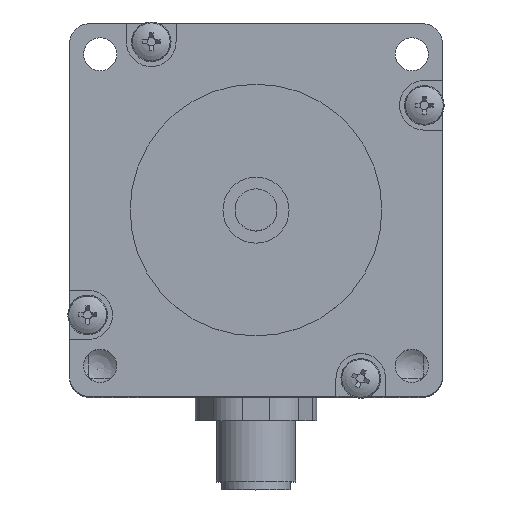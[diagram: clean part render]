
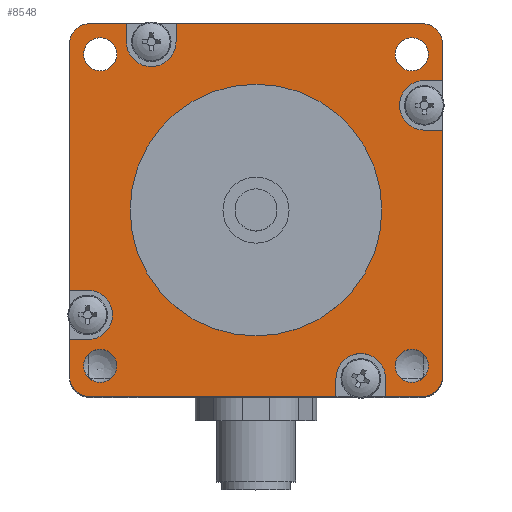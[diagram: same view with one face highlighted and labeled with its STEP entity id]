
A CAD part, top view. The second image highlights one B-rep face of the part: STEP entity #8548.
In plain terms, the highlighted planar face has unit normal (0, 0, 1).
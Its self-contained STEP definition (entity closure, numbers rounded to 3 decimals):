
#266=LINE('',#12995,#842);
#270=LINE('',#13007,#846);
#275=LINE('',#13018,#851);
#279=LINE('',#13030,#855);
#284=LINE('',#13041,#860);
#288=LINE('',#13053,#864);
#291=LINE('',#13059,#867);
#292=LINE('',#13063,#868);
#293=LINE('',#13065,#869);
#294=LINE('',#13069,#870);
#295=LINE('',#13071,#871);
#296=LINE('',#13074,#872);
#297=LINE('',#13076,#873);
#298=LINE('',#13079,#874);
#299=LINE('',#13081,#875);
#300=LINE('',#13084,#876);
#842=VECTOR('',#10220,10.);
#846=VECTOR('',#10232,10.);
#851=VECTOR('',#10241,10.);
#855=VECTOR('',#10253,10.);
#860=VECTOR('',#10262,10.);
#864=VECTOR('',#10274,10.);
#867=VECTOR('',#10281,10.);
#868=VECTOR('',#10284,10.);
#869=VECTOR('',#10285,10.);
#870=VECTOR('',#10288,10.);
#871=VECTOR('',#10289,10.);
#872=VECTOR('',#10292,10.);
#873=VECTOR('',#10293,10.);
#874=VECTOR('',#10296,10.);
#875=VECTOR('',#10297,10.);
#876=VECTOR('',#10300,10.);
#1426=PLANE('',#9112);
#1671=FACE_BOUND('',#2403,.T.);
#1672=FACE_BOUND('',#2404,.T.);
#1673=FACE_BOUND('',#2405,.T.);
#1674=FACE_BOUND('',#2406,.T.);
#1675=FACE_BOUND('',#2407,.T.);
#1867=FACE_OUTER_BOUND('',#2402,.T.);
#2402=EDGE_LOOP('',(#5752,#5753,#5754,#5755,#5756,#5757,#5758,#5759,#5760,
#5761,#5762,#5763,#5764,#5765,#5766,#5767,#5768,#5769,#5770,#5771,#5772,
#5773,#5774,#5775));
#2403=EDGE_LOOP('',(#5776));
#2404=EDGE_LOOP('',(#5777));
#2405=EDGE_LOOP('',(#5778));
#2406=EDGE_LOOP('',(#5779));
#2407=EDGE_LOOP('',(#5780));
#3098=CIRCLE('',#9097,3.75);
#3100=CIRCLE('',#9103,3.75);
#3102=CIRCLE('',#9109,3.75);
#3103=CIRCLE('',#9113,3.);
#3104=CIRCLE('',#9114,3.75);
#3105=CIRCLE('',#9115,3.);
#3106=CIRCLE('',#9116,3.);
#3107=CIRCLE('',#9117,3.);
#3108=CIRCLE('',#9118,2.5);
#3109=CIRCLE('',#9119,2.5);
#3110=CIRCLE('',#9120,2.5);
#3111=CIRCLE('',#9121,2.5);
#3112=CIRCLE('',#9122,19.05);
#3613=VERTEX_POINT('',#12992);
#3614=VERTEX_POINT('',#12994);
#3616=VERTEX_POINT('',#13000);
#3618=VERTEX_POINT('',#13006);
#3621=VERTEX_POINT('',#13015);
#3622=VERTEX_POINT('',#13017);
#3624=VERTEX_POINT('',#13023);
#3626=VERTEX_POINT('',#13029);
#3629=VERTEX_POINT('',#13038);
#3630=VERTEX_POINT('',#13040);
#3632=VERTEX_POINT('',#13046);
#3634=VERTEX_POINT('',#13052);
#3635=VERTEX_POINT('',#13058);
#3636=VERTEX_POINT('',#13060);
#3637=VERTEX_POINT('',#13062);
#3638=VERTEX_POINT('',#13064);
#3639=VERTEX_POINT('',#13066);
#3640=VERTEX_POINT('',#13068);
#3641=VERTEX_POINT('',#13070);
#3642=VERTEX_POINT('',#13072);
#3643=VERTEX_POINT('',#13075);
#3644=VERTEX_POINT('',#13077);
#3645=VERTEX_POINT('',#13080);
#3646=VERTEX_POINT('',#13082);
#3647=VERTEX_POINT('',#13085);
#3648=VERTEX_POINT('',#13087);
#3649=VERTEX_POINT('',#13089);
#3650=VERTEX_POINT('',#13091);
#3651=VERTEX_POINT('',#13093);
#4479=EDGE_CURVE('',#3614,#3613,#266,.T.);
#4482=EDGE_CURVE('',#3616,#3614,#3098,.T.);
#4485=EDGE_CURVE('',#3618,#3616,#270,.T.);
#4490=EDGE_CURVE('',#3622,#3621,#275,.T.);
#4493=EDGE_CURVE('',#3624,#3622,#3100,.T.);
#4496=EDGE_CURVE('',#3626,#3624,#279,.T.);
#4501=EDGE_CURVE('',#3630,#3629,#284,.T.);
#4504=EDGE_CURVE('',#3632,#3630,#3102,.T.);
#4507=EDGE_CURVE('',#3634,#3632,#288,.T.);
#4510=EDGE_CURVE('',#3635,#3613,#291,.T.);
#4511=EDGE_CURVE('',#3636,#3635,#3103,.T.);
#4512=EDGE_CURVE('',#3637,#3636,#292,.T.);
#4513=EDGE_CURVE('',#3637,#3638,#293,.T.);
#4514=EDGE_CURVE('',#3638,#3639,#3104,.T.);
#4515=EDGE_CURVE('',#3639,#3640,#294,.T.);
#4516=EDGE_CURVE('',#3641,#3640,#295,.T.);
#4517=EDGE_CURVE('',#3642,#3641,#3105,.T.);
#4518=EDGE_CURVE('',#3634,#3642,#296,.T.);
#4519=EDGE_CURVE('',#3643,#3629,#297,.T.);
#4520=EDGE_CURVE('',#3644,#3643,#3106,.T.);
#4521=EDGE_CURVE('',#3626,#3644,#298,.T.);
#4522=EDGE_CURVE('',#3645,#3621,#299,.T.);
#4523=EDGE_CURVE('',#3646,#3645,#3107,.T.);
#4524=EDGE_CURVE('',#3618,#3646,#300,.T.);
#4525=EDGE_CURVE('',#3647,#3647,#3108,.T.);
#4526=EDGE_CURVE('',#3648,#3648,#3109,.T.);
#4527=EDGE_CURVE('',#3649,#3649,#3110,.T.);
#4528=EDGE_CURVE('',#3650,#3650,#3111,.T.);
#4529=EDGE_CURVE('',#3651,#3651,#3112,.T.);
#5752=ORIENTED_EDGE('',*,*,#4485,.T.);
#5753=ORIENTED_EDGE('',*,*,#4482,.T.);
#5754=ORIENTED_EDGE('',*,*,#4479,.T.);
#5755=ORIENTED_EDGE('',*,*,#4510,.F.);
#5756=ORIENTED_EDGE('',*,*,#4511,.F.);
#5757=ORIENTED_EDGE('',*,*,#4512,.F.);
#5758=ORIENTED_EDGE('',*,*,#4513,.T.);
#5759=ORIENTED_EDGE('',*,*,#4514,.T.);
#5760=ORIENTED_EDGE('',*,*,#4515,.T.);
#5761=ORIENTED_EDGE('',*,*,#4516,.F.);
#5762=ORIENTED_EDGE('',*,*,#4517,.F.);
#5763=ORIENTED_EDGE('',*,*,#4518,.F.);
#5764=ORIENTED_EDGE('',*,*,#4507,.T.);
#5765=ORIENTED_EDGE('',*,*,#4504,.T.);
#5766=ORIENTED_EDGE('',*,*,#4501,.T.);
#5767=ORIENTED_EDGE('',*,*,#4519,.F.);
#5768=ORIENTED_EDGE('',*,*,#4520,.F.);
#5769=ORIENTED_EDGE('',*,*,#4521,.F.);
#5770=ORIENTED_EDGE('',*,*,#4496,.T.);
#5771=ORIENTED_EDGE('',*,*,#4493,.T.);
#5772=ORIENTED_EDGE('',*,*,#4490,.T.);
#5773=ORIENTED_EDGE('',*,*,#4522,.F.);
#5774=ORIENTED_EDGE('',*,*,#4523,.F.);
#5775=ORIENTED_EDGE('',*,*,#4524,.F.);
#5776=ORIENTED_EDGE('',*,*,#4525,.T.);
#5777=ORIENTED_EDGE('',*,*,#4526,.T.);
#5778=ORIENTED_EDGE('',*,*,#4527,.T.);
#5779=ORIENTED_EDGE('',*,*,#4528,.T.);
#5780=ORIENTED_EDGE('',*,*,#4529,.T.);
#8548=ADVANCED_FACE('',(#1867,#1671,#1672,#1673,#1674,#1675),#1426,.T.);
#9097=AXIS2_PLACEMENT_3D('',#13001,#10226,#10227);
#9103=AXIS2_PLACEMENT_3D('',#13024,#10247,#10248);
#9109=AXIS2_PLACEMENT_3D('',#13047,#10268,#10269);
#9112=AXIS2_PLACEMENT_3D('',#13057,#10279,#10280);
#9113=AXIS2_PLACEMENT_3D('',#13061,#10282,#10283);
#9114=AXIS2_PLACEMENT_3D('',#13067,#10286,#10287);
#9115=AXIS2_PLACEMENT_3D('',#13073,#10290,#10291);
#9116=AXIS2_PLACEMENT_3D('',#13078,#10294,#10295);
#9117=AXIS2_PLACEMENT_3D('',#13083,#10298,#10299);
#9118=AXIS2_PLACEMENT_3D('',#13086,#10301,#10302);
#9119=AXIS2_PLACEMENT_3D('',#13088,#10303,#10304);
#9120=AXIS2_PLACEMENT_3D('',#13090,#10305,#10306);
#9121=AXIS2_PLACEMENT_3D('',#13092,#10307,#10308);
#9122=AXIS2_PLACEMENT_3D('',#13094,#10309,#10310);
#10220=DIRECTION('',(-1.,0.,0.));
#10226=DIRECTION('center_axis',(0.,0.,-1.));
#10227=DIRECTION('ref_axis',(0.,-1.,0.));
#10232=DIRECTION('',(1.,0.,0.));
#10241=DIRECTION('',(0.,1.,0.));
#10247=DIRECTION('center_axis',(0.,0.,-1.));
#10248=DIRECTION('ref_axis',(-1.,0.,0.));
#10253=DIRECTION('',(0.,-1.,0.));
#10262=DIRECTION('',(1.,0.,0.));
#10268=DIRECTION('center_axis',(0.,0.,-1.));
#10269=DIRECTION('ref_axis',(0.,1.,0.));
#10274=DIRECTION('',(-1.,0.,0.));
#10279=DIRECTION('center_axis',(0.,0.,1.));
#10280=DIRECTION('ref_axis',(1.,0.,0.));
#10281=DIRECTION('',(0.,1.,0.));
#10282=DIRECTION('center_axis',(0.,0.,-1.));
#10283=DIRECTION('ref_axis',(-0.707,-0.707,0.));
#10284=DIRECTION('',(-1.,0.,0.));
#10285=DIRECTION('',(0.,1.,0.));
#10286=DIRECTION('center_axis',(0.,0.,-1.));
#10287=DIRECTION('ref_axis',(1.,0.,0.));
#10288=DIRECTION('',(0.,-1.,0.));
#10289=DIRECTION('',(-1.,0.,0.));
#10290=DIRECTION('center_axis',(0.,0.,-1.));
#10291=DIRECTION('ref_axis',(0.707,-0.707,0.));
#10292=DIRECTION('',(0.,-1.,0.));
#10293=DIRECTION('',(0.,-1.,0.));
#10294=DIRECTION('center_axis',(0.,0.,-1.));
#10295=DIRECTION('ref_axis',(0.707,0.707,0.));
#10296=DIRECTION('',(1.,0.,0.));
#10297=DIRECTION('',(1.,0.,0.));
#10298=DIRECTION('center_axis',(0.,0.,-1.));
#10299=DIRECTION('ref_axis',(-0.707,0.707,0.));
#10300=DIRECTION('',(0.,1.,0.));
#10301=DIRECTION('center_axis',(0.,0.,-1.));
#10302=DIRECTION('ref_axis',(1.,0.,0.));
#10303=DIRECTION('center_axis',(0.,0.,-1.));
#10304=DIRECTION('ref_axis',(1.,0.,0.));
#10305=DIRECTION('center_axis',(0.,0.,-1.));
#10306=DIRECTION('ref_axis',(1.,0.,0.));
#10307=DIRECTION('center_axis',(0.,0.,-1.));
#10308=DIRECTION('ref_axis',(1.,0.,0.));
#10309=DIRECTION('center_axis',(0.,0.,-1.));
#10310=DIRECTION('ref_axis',(-1.,0.,0.));
#12992=CARTESIAN_POINT('',(-28.2,-19.603,11.));
#12994=CARTESIAN_POINT('',(-25.469,-19.603,11.));
#12995=CARTESIAN_POINT('',(-14.1,-19.603,11.));
#13000=CARTESIAN_POINT('',(-25.469,-12.103,11.));
#13001=CARTESIAN_POINT('Origin',(-25.469,-15.853,11.));
#13006=CARTESIAN_POINT('',(-28.2,-12.103,11.));
#13007=CARTESIAN_POINT('',(-12.735,-12.103,11.));
#13015=CARTESIAN_POINT('',(-19.603,28.2,11.));
#13017=CARTESIAN_POINT('',(-19.603,25.469,11.));
#13018=CARTESIAN_POINT('',(-19.603,14.1,11.));
#13023=CARTESIAN_POINT('',(-12.103,25.469,11.));
#13024=CARTESIAN_POINT('Origin',(-15.853,25.469,11.));
#13029=CARTESIAN_POINT('',(-12.103,28.2,11.));
#13030=CARTESIAN_POINT('',(-12.103,12.735,11.));
#13038=CARTESIAN_POINT('',(28.2,19.603,11.));
#13040=CARTESIAN_POINT('',(25.469,19.603,11.));
#13041=CARTESIAN_POINT('',(14.1,19.603,11.));
#13046=CARTESIAN_POINT('',(25.469,12.103,11.));
#13047=CARTESIAN_POINT('Origin',(25.469,15.853,11.));
#13052=CARTESIAN_POINT('',(28.2,12.103,11.));
#13053=CARTESIAN_POINT('',(12.735,12.103,11.));
#13057=CARTESIAN_POINT('Origin',(0.,0.,11.));
#13058=CARTESIAN_POINT('',(-28.2,-25.2,11.));
#13059=CARTESIAN_POINT('',(-28.2,-28.2,11.));
#13060=CARTESIAN_POINT('',(-25.2,-28.2,11.));
#13061=CARTESIAN_POINT('Origin',(-25.2,-25.2,11.));
#13062=CARTESIAN_POINT('',(12.103,-28.2,11.));
#13063=CARTESIAN_POINT('',(28.2,-28.2,11.));
#13064=CARTESIAN_POINT('',(12.103,-25.469,11.));
#13065=CARTESIAN_POINT('',(12.103,-12.735,11.));
#13066=CARTESIAN_POINT('',(19.603,-25.469,11.));
#13067=CARTESIAN_POINT('Origin',(15.853,-25.469,11.));
#13068=CARTESIAN_POINT('',(19.603,-28.2,11.));
#13069=CARTESIAN_POINT('',(19.603,-14.1,11.));
#13070=CARTESIAN_POINT('',(25.2,-28.2,11.));
#13071=CARTESIAN_POINT('',(28.2,-28.2,11.));
#13072=CARTESIAN_POINT('',(28.2,-25.2,11.));
#13073=CARTESIAN_POINT('Origin',(25.2,-25.2,11.));
#13074=CARTESIAN_POINT('',(28.2,28.2,11.));
#13075=CARTESIAN_POINT('',(28.2,25.2,11.));
#13076=CARTESIAN_POINT('',(28.2,28.2,11.));
#13077=CARTESIAN_POINT('',(25.2,28.2,11.));
#13078=CARTESIAN_POINT('Origin',(25.2,25.2,11.));
#13079=CARTESIAN_POINT('',(-28.2,28.2,11.));
#13080=CARTESIAN_POINT('',(-25.2,28.2,11.));
#13081=CARTESIAN_POINT('',(-28.2,28.2,11.));
#13082=CARTESIAN_POINT('',(-28.2,25.2,11.));
#13083=CARTESIAN_POINT('Origin',(-25.2,25.2,11.));
#13084=CARTESIAN_POINT('',(-28.2,-28.2,11.));
#13085=CARTESIAN_POINT('',(26.07,-23.57,11.));
#13086=CARTESIAN_POINT('Origin',(23.57,-23.57,11.));
#13087=CARTESIAN_POINT('',(26.07,23.57,11.));
#13088=CARTESIAN_POINT('Origin',(23.57,23.57,11.));
#13089=CARTESIAN_POINT('',(-21.07,-23.57,11.));
#13090=CARTESIAN_POINT('Origin',(-23.57,-23.57,11.));
#13091=CARTESIAN_POINT('',(-21.07,23.57,11.));
#13092=CARTESIAN_POINT('Origin',(-23.57,23.57,11.));
#13093=CARTESIAN_POINT('',(19.05,0.,11.));
#13094=CARTESIAN_POINT('Origin',(0.,0.,11.));
